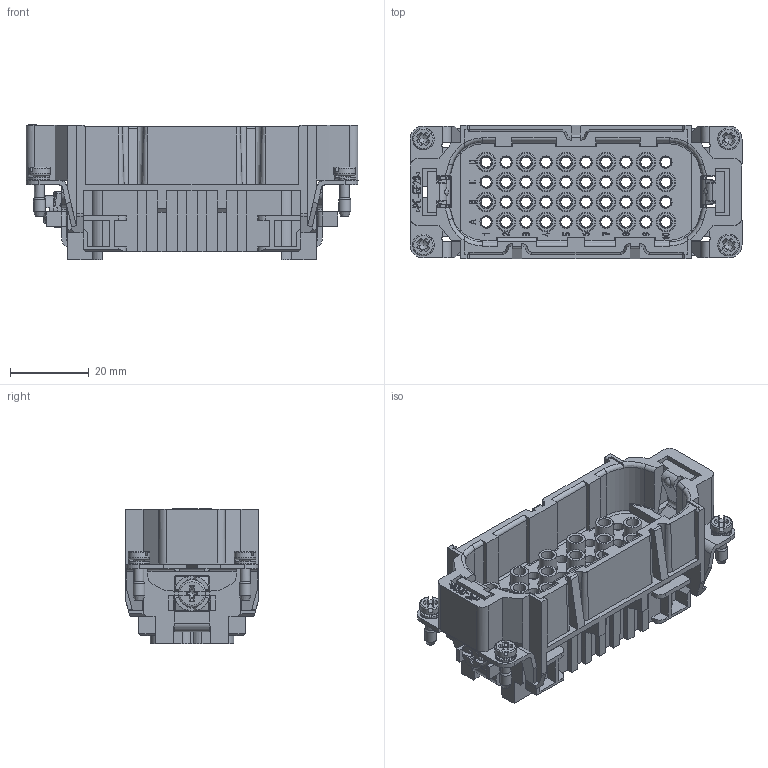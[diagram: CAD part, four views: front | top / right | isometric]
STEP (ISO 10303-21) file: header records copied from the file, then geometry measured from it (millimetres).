
FILE_DESCRIPTION(/* description */ (''),/* implementation_level */ '2;1');
FILE_NAME(/* name */ '100094966ugm000_b.stp',/* time_stamp */ '2017-10-27T14:41:46+02:00',/* author */ (''),/* organization */ (''),/* preprocessor_version */ 'ST-DEVELOPER v16',/* originating_system */ 'SIEMENS PLM Software NX 10.0',/* authorisation */ '');
FILE_SCHEMA (('AUTOMOTIVE_DESIGN { 1 0 10303 214 3 1 1 1 }'));
Products named in the file (1): 100094966ugm000_b
Bounding box: 84.4 x 33.9 x 34.5 mm (x, y, z)
Volume: 32121.9 mm3; surface area: 29711.6 mm2
Topology: 1 solids, 1 shells, 1521 faces, 4967 edges, 4379 vertices
Faces by surface type: plane 821, cylinder 258, cone 181, bspline 128, extrusion 85, torus 44, sphere 4
Full cylindrical faces by diameter (mm): 0.6 x2, 2.438 x2, 2.5 x10, 2.62 x40, 3 x4, 3.2 x1, 4 x2, 4.6 x20, 5.5 x4, 7 x1
Entity records: 63188 total; most frequent: CARTESIAN_POINT 17445, ORIENTED_EDGE 7562, DIRECTION 7181, EDGE_CURVE 3781, VERTEX_POINT 2584, VECTOR 2543, LINE 2458, AXIS2_PLACEMENT_3D 2319
